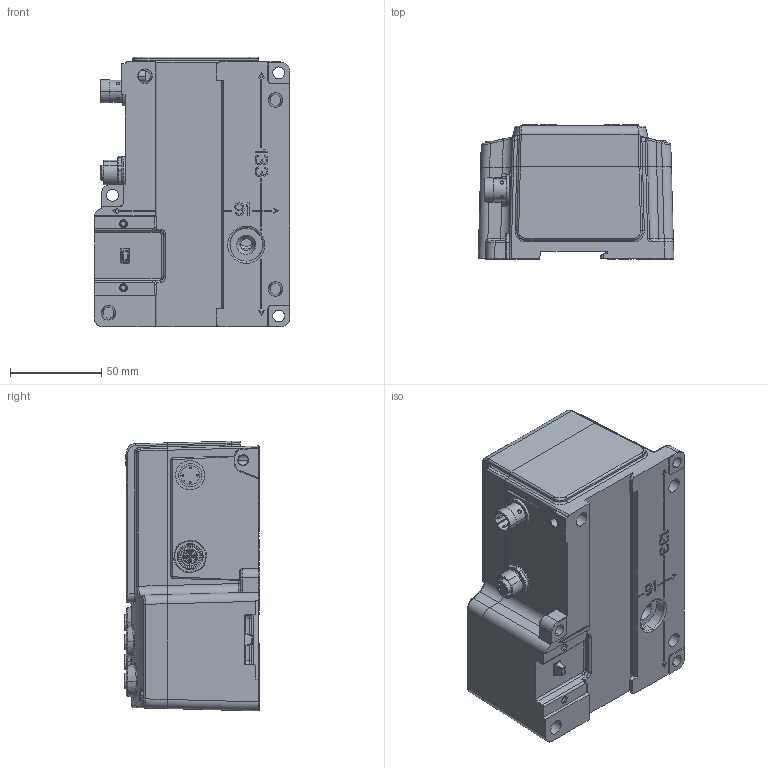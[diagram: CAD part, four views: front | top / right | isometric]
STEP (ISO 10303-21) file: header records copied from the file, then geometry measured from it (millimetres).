
FILE_DESCRIPTION((''),'2;1');
FILE_NAME('IC-KP-R2-V1_ASM','2011-11-25T',('dhelisch'),(''),'PRO/ENGINEER BY PARAMETRIC TECHNOLOGY CORPORATION, 2007250','PRO/ENGINEER BY PARAMETRIC TECHNOLOGY CORPORATION, 2007250','');
FILE_SCHEMA(('CONFIG_CONTROL_DESIGN'));
Length unit declared in the file: millimetre
Products named in the file (12): MANIFOLD_SOLID_BREP_42981_1_AF0; DM_04C0F4_1_____; DM_04C0F4_ASM_1______ASM; 04C0F4A______ASM; SCHRAUBE_ISO_1580-M4X10-4_8; PRT0002; PRT0003; PRT0004; FIELDBUS_KLEIN; 09-3432-578-04; STECKER_4POLIG; IC-KP-R2-V1_ASM
Assembly tree (14 placements, depth 4):
  IC-KP-R2-V1_ASM
    MANIFOLD_SOLID_BREP_42981_1_AF0
    04C0F4A______ASM
      DM_04C0F4_ASM_1______ASM
        DM_04C0F4_1_____
    SCHRAUBE_ISO_1580-M4X10-4_8
    PRT0002
    PRT0003
    PRT0004
    FIELDBUS_KLEIN  x4
    09-3432-578-04
    STECKER_4POLIG
Bounding box: 107 x 74 x 147.71 mm (x, y, z)
Volume: 330792.6 mm3; surface area: 144203.9 mm2
Topology: 14 solids, 32 shells, 2901 faces, 7648 edges, 4869 vertices
Faces by surface type: plane 1224, cylinder 747, cone 319, torus 240, bspline 170, extrusion 162, sphere 39
Entity records: 121546 total; most frequent: CARTESIAN_POINT 33560, ORIENTED_EDGE 14788, DIRECTION 13692, EDGE_CURVE 7462, PRESENTATION_STYLE_ASSIGNMENT 6188, STYLED_ITEM 6185, CURVE_STYLE 6164, VERTEX_POINT 4791
